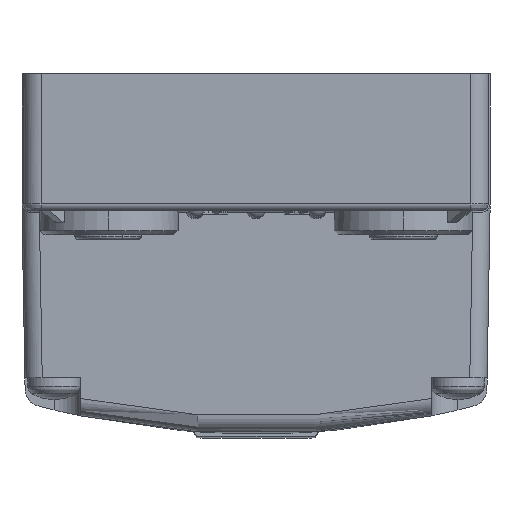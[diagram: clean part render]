
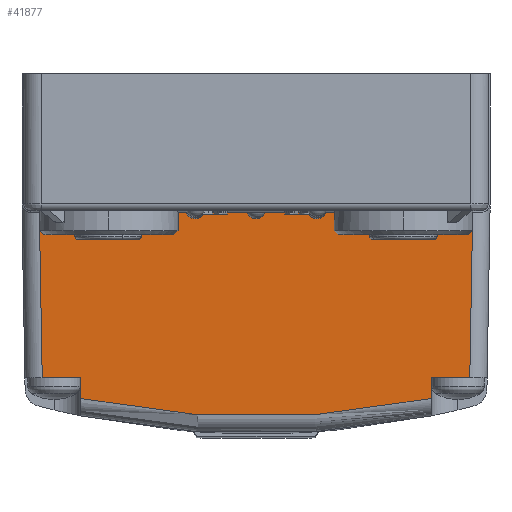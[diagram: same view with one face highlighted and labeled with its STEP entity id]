
A CAD part, front view. The second image highlights one B-rep face of the part: STEP entity #41877.
In plain terms, the highlighted planar face has unit normal (0, -1, -0.018).
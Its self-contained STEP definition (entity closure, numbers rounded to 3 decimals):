
#668=DIRECTION('',(1.,0.,0.));
#669=VECTOR('',#668,50.);
#670=CARTESIAN_POINT('',(-19.518,133.46,13.75));
#671=LINE('',#670,#669);
#6444=CARTESIAN_POINT('',(30.483,133.46,13.75));
#6457=CARTESIAN_POINT('',(30.15,133.794,-5.35));
#6465=DIRECTION('',(0.017,0.017,-1.));
#6466=VECTOR('',#6465,19.106);
#6467=CARTESIAN_POINT('',(-19.518,133.46,13.75));
#6468=LINE('',#6467,#6466);
#6472=DIRECTION('',(0.017,-0.017,1.));
#6473=VECTOR('',#6472,19.106);
#6474=CARTESIAN_POINT('',(30.15,133.794,-5.35));
#6475=LINE('',#6474,#6473);
#6479=CARTESIAN_POINT('',(-14.717,133.835,
-7.73));
#6480=CARTESIAN_POINT('',(-11.387,133.847,
-8.432));
#6481=CARTESIAN_POINT('',(-4.696,133.866,
-9.481));
#6482=CARTESIAN_POINT('',(5.483,133.875,-10.012));
#6483=CARTESIAN_POINT('',(15.661,133.866,-9.481));
#6484=CARTESIAN_POINT('',(22.353,133.847,-8.432));
#6485=CARTESIAN_POINT('',(25.683,133.835,-7.73));
#6518=DIRECTION('',(-1.,0.,0.));
#6519=VECTOR('',#6518,4.467);
#6520=CARTESIAN_POINT('',(-14.717,133.794,-5.35));
#6521=LINE('',#6520,#6519);
#6769=DIRECTION('',(0.,0.018,-1.));
#6770=VECTOR('',#6769,2.381);
#6771=CARTESIAN_POINT('',(25.683,133.794,-5.35));
#6772=LINE('',#6771,#6770);
#6795=DIRECTION('',(0.,-0.018,1.));
#6796=VECTOR('',#6795,2.381);
#6797=CARTESIAN_POINT('',(-14.717,133.835,
-7.73));
#6798=LINE('',#6797,#6796);
#6856=DIRECTION('',(-1.,0.,0.));
#6857=VECTOR('',#6856,4.467);
#6858=CARTESIAN_POINT('',(30.15,133.794,-5.35));
#6859=LINE('',#6858,#6857);
#33179=CARTESIAN_POINT('',(-14.717,133.794,-5.35));
#33180=VERTEX_POINT('',#33179);
#33181=CARTESIAN_POINT('',(-14.717,133.835,
-7.73));
#33182=VERTEX_POINT('',#33181);
#33346=VERTEX_POINT('',#6444);
#33352=VERTEX_POINT('',#6457);
#33374=CARTESIAN_POINT('',(-19.518,133.46,
13.75));
#33375=VERTEX_POINT('',#33374);
#33376=CARTESIAN_POINT('',(25.683,133.794,-5.35));
#33377=VERTEX_POINT('',#33376);
#33378=CARTESIAN_POINT('',(25.683,133.835,
-7.73));
#33379=VERTEX_POINT('',#33378);
#33380=CARTESIAN_POINT('',(-19.184,133.794,
-5.35));
#33381=VERTEX_POINT('',#33380);
#41856=CARTESIAN_POINT('',(19.624,133.46,13.75));
#41857=DIRECTION('',(0.,1.,0.017));
#41858=DIRECTION('',(0.,0.017,-1.));
#41859=AXIS2_PLACEMENT_3D('',#41856,#41857,#41858);
#41860=PLANE('',#41859);
#41862=ORIENTED_EDGE('',*,*,#41861,.F.);
#41863=ORIENTED_EDGE('',*,*,#39210,.T.);
#41864=ORIENTED_EDGE('',*,*,#41842,.F.);
#41866=ORIENTED_EDGE('',*,*,#41865,.T.);
#41868=ORIENTED_EDGE('',*,*,#41867,.T.);
#41870=ORIENTED_EDGE('',*,*,#41869,.F.);
#41872=ORIENTED_EDGE('',*,*,#41871,.T.);
#41874=ORIENTED_EDGE('',*,*,#41873,.T.);
#41875=EDGE_LOOP('',(#41862,#41863,#41864,#41866,#41868,#41870,#41872,#41874));
#41876=FACE_OUTER_BOUND('',#41875,.F.);
#41877=ADVANCED_FACE('',(#41876),#41860,.F.);
#6486=B_SPLINE_CURVE_WITH_KNOTS('',3,(#6479,#6480,#6481,#6482,#6483,#6484,
#6485),.UNSPECIFIED.,.F.,.F.,(4,1,1,1,4),(0.,0.25,0.5,0.75,1.),
.UNSPECIFIED.);
#39210=EDGE_CURVE('',#33375,#33346,#671,.T.);
#41842=EDGE_CURVE('',#33352,#33346,#6475,.T.);
#41861=EDGE_CURVE('',#33375,#33381,#6468,.T.);
#41865=EDGE_CURVE('',#33352,#33377,#6859,.T.);
#41867=EDGE_CURVE('',#33377,#33379,#6772,.T.);
#41869=EDGE_CURVE('',#33182,#33379,#6486,.T.);
#41871=EDGE_CURVE('',#33182,#33180,#6798,.T.);
#41873=EDGE_CURVE('',#33180,#33381,#6521,.T.);
